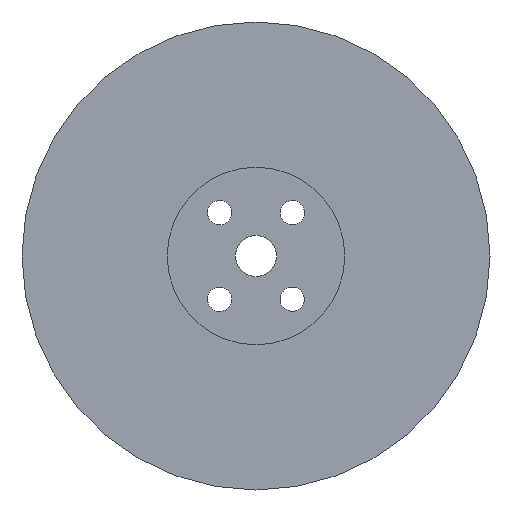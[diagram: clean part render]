
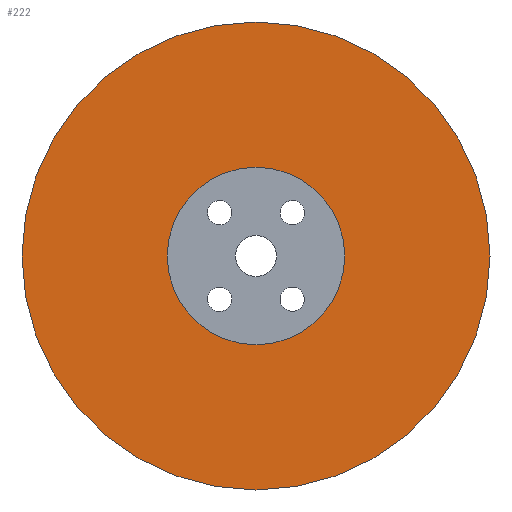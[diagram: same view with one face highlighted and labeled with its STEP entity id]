
A CAD part, front view. The second image highlights one B-rep face of the part: STEP entity #222.
In plain terms, the highlighted planar face has unit normal (0, -1, 0).
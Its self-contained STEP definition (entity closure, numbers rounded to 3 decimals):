
#222=ADVANCED_FACE('',(#1361,#1363),#1365,.T.);
#1361=FACE_BOUND('',#1362,.T.);
#1362=EDGE_LOOP('',(#4979));
#1363=FACE_BOUND('',#1364,.T.);
#1364=EDGE_LOOP('',(#4980));
#1365=PLANE('',#1366);
#1366=AXIS2_PLACEMENT_3D('',#1367,#1368,#1369);
#1367=CARTESIAN_POINT('',(0.,-4.,0.));
#1368=DIRECTION('',(0.,-1.,0.));
#1369=DIRECTION('',(0.,0.,1.));
#4979=ORIENTED_EDGE('',*,*,#5464,.T.);
#4980=ORIENTED_EDGE('',*,*,#5462,.T.);
#5462=EDGE_CURVE('',#6267,#6267,#6268,.F.);
#5464=EDGE_CURVE('',#6271,#6271,#6272,.T.);
#6267=VERTEX_POINT('',#12884);
#6268=CIRCLE('',#12885,11.);
#6271=VERTEX_POINT('',#12894);
#6272=CIRCLE('',#12895,29.);
#12884=CARTESIAN_POINT('',(0.,-4.,11.));
#12885=AXIS2_PLACEMENT_3D('',#12886,#12887,#12888);
#12886=CARTESIAN_POINT('',(0.,-4.,0.));
#12887=DIRECTION('',(0.,-1.,0.));
#12888=DIRECTION('',(0.,0.,1.));
#12894=CARTESIAN_POINT('',(0.,-4.,29.));
#12895=AXIS2_PLACEMENT_3D('',#12896,#12897,#12898);
#12896=CARTESIAN_POINT('',(0.,-4.,0.));
#12897=DIRECTION('',(0.,-1.,0.));
#12898=DIRECTION('',(0.,0.,1.));
